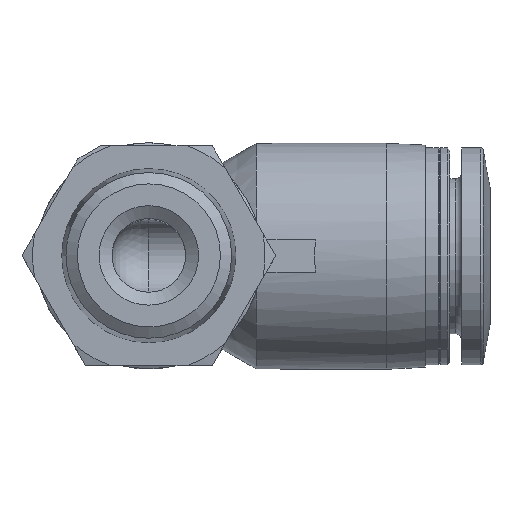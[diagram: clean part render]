
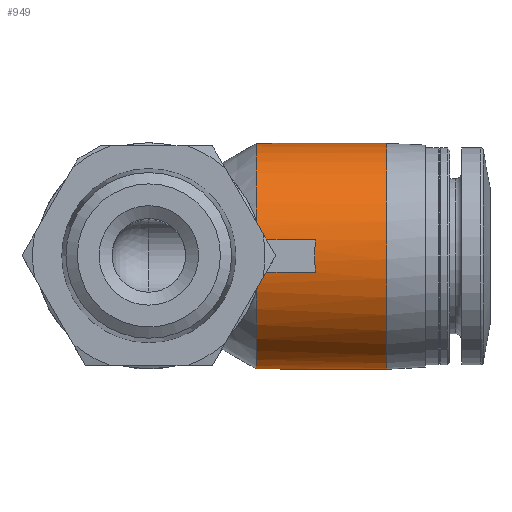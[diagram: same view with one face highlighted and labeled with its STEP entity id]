
A CAD part, top view. The second image highlights one B-rep face of the part: STEP entity #949.
In plain terms, the highlighted cylindrical face has radius 8.75 mm (diameter 17.5 mm), a full revolution.
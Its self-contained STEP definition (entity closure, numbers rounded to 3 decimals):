
#113=LINE('',#1514,#146);
#115=LINE('',#1518,#148);
#124=LINE('',#1624,#157);
#126=LINE('',#1634,#159);
#146=VECTOR('',#1189,1000.);
#148=VECTOR('',#1193,1000.);
#157=VECTOR('',#1236,1000.);
#159=VECTOR('',#1246,1000.);
#175=ELLIPSE('',#1021,12.374,8.75);
#177=ELLIPSE('',#1023,12.374,8.75);
#179=ELLIPSE('',#1057,12.374,8.75);
#274=ORIENTED_EDGE('',*,*,#517,.F.);
#275=ORIENTED_EDGE('',*,*,#516,.F.);
#276=ORIENTED_EDGE('',*,*,#509,.F.);
#277=ORIENTED_EDGE('',*,*,#518,.T.);
#278=ORIENTED_EDGE('',*,*,#468,.T.);
#279=ORIENTED_EDGE('',*,*,#476,.T.);
#280=ORIENTED_EDGE('',*,*,#519,.T.);
#281=ORIENTED_EDGE('',*,*,#478,.T.);
#282=ORIENTED_EDGE('',*,*,#464,.T.);
#283=ORIENTED_EDGE('',*,*,#520,.T.);
#284=ORIENTED_EDGE('',*,*,#514,.T.);
#464=EDGE_CURVE('',#596,#595,#175,.F.);
#468=EDGE_CURVE('',#591,#599,#177,.F.);
#476=EDGE_CURVE('',#599,#605,#113,.T.);
#478=EDGE_CURVE('',#606,#596,#115,.F.);
#509=EDGE_CURVE('',#629,#630,#124,.T.);
#514=EDGE_CURVE('',#634,#633,#126,.T.);
#516=EDGE_CURVE('',#630,#633,#697,.T.);
#517=EDGE_CURVE('',#635,#635,#698,.T.);
#518=EDGE_CURVE('',#629,#591,#699,.T.);
#519=EDGE_CURVE('',#605,#606,#179,.F.);
#520=EDGE_CURVE('',#595,#634,#700,.T.);
#591=VERTEX_POINT('',#1468);
#595=VERTEX_POINT('',#1480);
#596=VERTEX_POINT('',#1482);
#599=VERTEX_POINT('',#1488);
#605=VERTEX_POINT('',#1515);
#606=VERTEX_POINT('',#1519);
#629=VERTEX_POINT('',#1623);
#630=VERTEX_POINT('',#1625);
#633=VERTEX_POINT('',#1633);
#634=VERTEX_POINT('',#1635);
#635=VERTEX_POINT('',#1644);
#697=CIRCLE('',#1053,8.75);
#698=CIRCLE('',#1055,8.75);
#699=CIRCLE('',#1056,8.75);
#700=CIRCLE('',#1058,8.75);
#756=EDGE_LOOP('',(#274));
#757=EDGE_LOOP('',(#275,#276,#277,#278,#279,#280,#281,#282,#283,#284));
#848=FACE_BOUND('',#756,.T.);
#849=FACE_BOUND('',#757,.T.);
#921=CYLINDRICAL_SURFACE('',#1054,8.75);
#949=ADVANCED_FACE('',(#848,#849),#921,.T.);
#1021=AXIS2_PLACEMENT_3D('',#1481,#1168,#1169);
#1023=AXIS2_PLACEMENT_3D('',#1489,#1174,#1175);
#1053=AXIS2_PLACEMENT_3D('',#1641,#1249,#1250);
#1054=AXIS2_PLACEMENT_3D('',#1642,#1251,#1252);
#1055=AXIS2_PLACEMENT_3D('',#1643,#1253,#1254);
#1056=AXIS2_PLACEMENT_3D('',#1645,#1255,#1256);
#1057=AXIS2_PLACEMENT_3D('',#1646,#1257,#1258);
#1058=AXIS2_PLACEMENT_3D('',#1647,#1259,#1260);
#1168=DIRECTION('',(-0.707,0.,0.707));
#1169=DIRECTION('',(0.707,0.,0.707));
#1174=DIRECTION('',(-0.707,0.,0.707));
#1175=DIRECTION('',(0.707,0.,0.707));
#1189=DIRECTION('',(1.,0.,0.));
#1193=DIRECTION('',(1.,0.,0.));
#1236=DIRECTION('',(-1.,0.,0.));
#1246=DIRECTION('',(-1.,0.,0.));
#1249=DIRECTION('',(-1.,0.,0.));
#1250=DIRECTION('',(0.,0.,1.));
#1251=DIRECTION('',(-1.,0.,0.));
#1252=DIRECTION('',(0.,0.,1.));
#1253=DIRECTION('',(1.,0.,0.));
#1254=DIRECTION('',(0.,0.,-1.));
#1255=DIRECTION('',(1.,0.,0.));
#1256=DIRECTION('',(0.,0.,-1.));
#1257=DIRECTION('',(-0.707,0.,-0.707));
#1258=DIRECTION('',(0.707,0.,-0.707));
#1259=DIRECTION('',(1.,0.,0.));
#1260=DIRECTION('',(0.,0.,-1.));
#1468=CARTESIAN_POINT('',(8.3,2.77,8.3));
#1480=CARTESIAN_POINT('',(8.3,-2.77,8.3));
#1481=CARTESIAN_POINT('',(0.,0.,0.));
#1482=CARTESIAN_POINT('',(8.66,-1.25,8.66));
#1488=CARTESIAN_POINT('',(8.66,1.25,8.66));
#1489=CARTESIAN_POINT('',(0.,0.,0.));
#1514=CARTESIAN_POINT('',(26.4,1.25,8.66));
#1515=CARTESIAN_POINT('',(12.907,1.25,8.66));
#1518=CARTESIAN_POINT('',(26.4,-1.25,8.66));
#1519=CARTESIAN_POINT('',(12.907,-1.25,8.66));
#1623=CARTESIAN_POINT('',(8.3,1.25,-8.66));
#1624=CARTESIAN_POINT('',(8.3,1.25,-8.66));
#1625=CARTESIAN_POINT('',(0.,1.25,-8.66));
#1633=CARTESIAN_POINT('',(0.,-1.25,-8.66));
#1634=CARTESIAN_POINT('',(8.3,-1.25,-8.66));
#1635=CARTESIAN_POINT('',(8.3,-1.25,-8.66));
#1641=CARTESIAN_POINT('',(0.,0.,0.));
#1642=CARTESIAN_POINT('',(8.3,0.,0.));
#1643=CARTESIAN_POINT('',(18.4,0.,0.));
#1644=CARTESIAN_POINT('',(18.4,0.,-8.75));
#1645=CARTESIAN_POINT('',(8.3,0.,0.));
#1646=CARTESIAN_POINT('',(21.567,0.,0.));
#1647=CARTESIAN_POINT('',(8.3,0.,0.));
